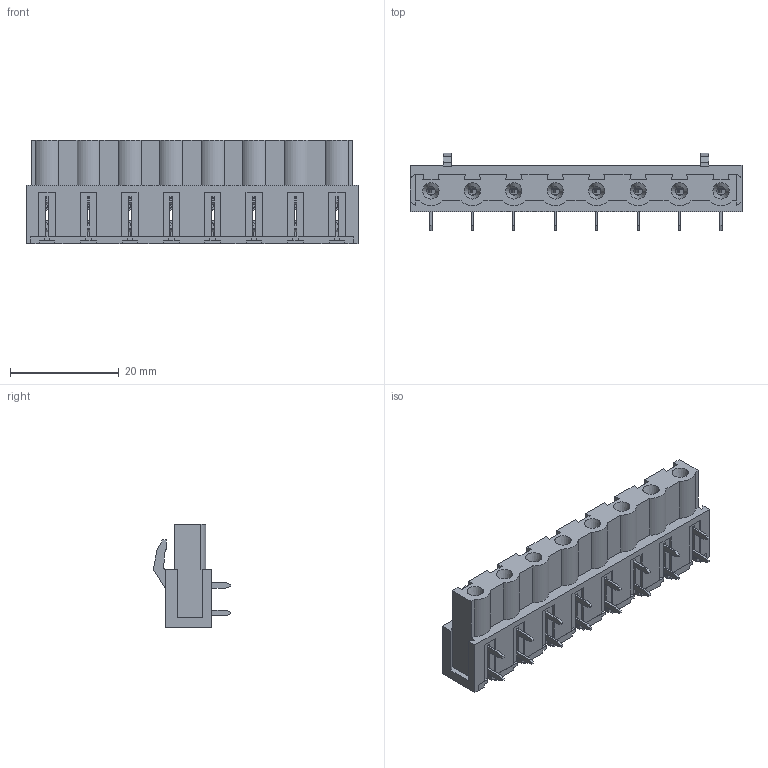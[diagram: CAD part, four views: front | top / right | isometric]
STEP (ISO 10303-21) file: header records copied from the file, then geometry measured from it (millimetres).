
FILE_DESCRIPTION( ( 'Unknown' ), '1' );
FILE_NAME( '691309410008.stp', 'Unknown', ( 'Unknown' ), ( 'Unknown' ), 'PSStep 14.0', 'Unknown', ' ' );
FILE_SCHEMA( ( 'AUTOMOTIVE_DESIGN { 1 0 10303 214 1 1 1 1 }' ) );
Length unit declared in the file: millimetre
Products named in the file (4): Assem1; 6913094100xx_PIN; 691309410008; 691309410008_CAPOT
Assembly tree (10 placements, depth 2):
  Assem1
    6913094100xx_PIN  x8
    691309410008
    691309410008_CAPOT
Bounding box: 61.06 x 14.25 x 19 mm (x, y, z)
Volume: 4542.1 mm3; surface area: 9979.6 mm2
Topology: 10 solids, 10 shells, 1184 faces, 3283 edges, 2111 vertices
Faces by surface type: plane 856, cylinder 290, cone 22, sphere 16
Full cylindrical faces by diameter (mm): 0.9 x16
Entity records: 23972 total; most frequent: CARTESIAN_POINT 3551, ORIENTED_EDGE 3336, DIRECTION 3024, EDGE_CURVE 1668, LINE 1450, VECTOR 1450, VERTEX_POINT 1110, AXIS2_PLACEMENT_3D 787
